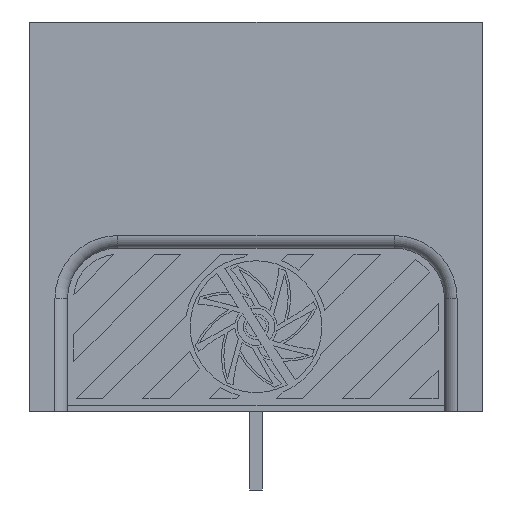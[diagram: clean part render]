
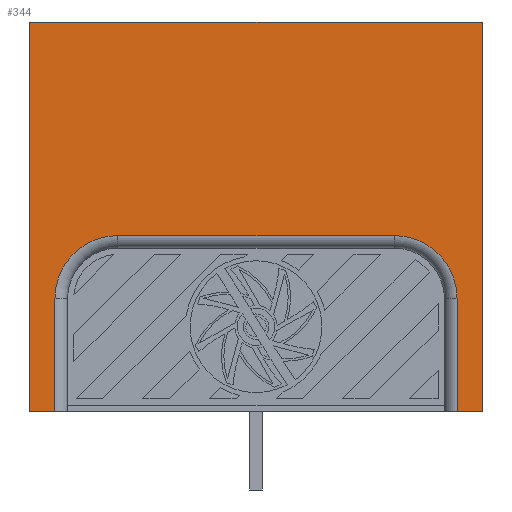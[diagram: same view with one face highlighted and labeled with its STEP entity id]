
A CAD part, left-side view. The second image highlights one B-rep face of the part: STEP entity #344.
In plain terms, the highlighted planar face has unit normal (-1, 0, 0).
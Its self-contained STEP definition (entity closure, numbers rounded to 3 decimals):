
#344 = ADVANCED_FACE( '', ( #729 ), #730, .F. );
#729 = FACE_OUTER_BOUND( '', #1157, .T. );
#730 = PLANE( '', #1158 );
#1157 = EDGE_LOOP( '', ( #2546, #2547, #2548, #2549, #2550, #2551, #2552, #2553, #2554, #2555 ) );
#1158 = AXIS2_PLACEMENT_3D( '', #2556, #2557, #2558 );
#2546 = ORIENTED_EDGE( '', *, *, #3163, .T. );
#2547 = ORIENTED_EDGE( '', *, *, #3164, .T. );
#2548 = ORIENTED_EDGE( '', *, *, #3165, .T. );
#2549 = ORIENTED_EDGE( '', *, *, #3166, .F. );
#2550 = ORIENTED_EDGE( '', *, *, #3167, .F. );
#2551 = ORIENTED_EDGE( '', *, *, #3168, .T. );
#2552 = ORIENTED_EDGE( '', *, *, #3169, .T. );
#2553 = ORIENTED_EDGE( '', *, *, #3170, .T. );
#2554 = ORIENTED_EDGE( '', *, *, #3171, .T. );
#2555 = ORIENTED_EDGE( '', *, *, #3172, .T. );
#2556 = CARTESIAN_POINT( '', ( -40., 18., 31. ) );
#2557 = DIRECTION( '', ( 1., 0., 0. ) );
#2558 = DIRECTION( '', ( 0., 1., 0. ) );
#3163 = EDGE_CURVE( '', #3910, #3911, #3912, .T. );
#3164 = EDGE_CURVE( '', #3911, #3913, #3914, .F. );
#3165 = EDGE_CURVE( '', #3913, #3915, #3916, .T. );
#3166 = EDGE_CURVE( '', #3917, #3915, #3918, .T. );
#3167 = EDGE_CURVE( '', #3919, #3917, #3920, .T. );
#3168 = EDGE_CURVE( '', #3919, #3921, #3922, .T. );
#3169 = EDGE_CURVE( '', #3921, #3923, #3924, .T. );
#3170 = EDGE_CURVE( '', #3923, #3925, #3926, .F. );
#3171 = EDGE_CURVE( '', #3925, #3927, #3928, .T. );
#3172 = EDGE_CURVE( '', #3927, #3910, #3929, .F. );
#3910 = VERTEX_POINT( '', #5002 );
#3911 = VERTEX_POINT( '', #5003 );
#3912 = CIRCLE( '', #5004, 5. );
#3913 = VERTEX_POINT( '', #5005 );
#3914 = LINE( '', #5006, #5007 );
#3915 = VERTEX_POINT( '', #5008 );
#3916 = LINE( '', #5009, #5010 );
#3917 = VERTEX_POINT( '', #5011 );
#3918 = LINE( '', #5012, #5013 );
#3919 = VERTEX_POINT( '', #5014 );
#3920 = LINE( '', #5015, #5016 );
#3921 = VERTEX_POINT( '', #5017 );
#3922 = LINE( '', #5018, #5019 );
#3923 = VERTEX_POINT( '', #5020 );
#3924 = LINE( '', #5021, #5022 );
#3925 = VERTEX_POINT( '', #5023 );
#3926 = LINE( '', #5024, #5025 );
#3927 = VERTEX_POINT( '', #5026 );
#3928 = CIRCLE( '', #5027, 5. );
#3929 = LINE( '', #5028, #5029 );
#5002 = CARTESIAN_POINT( '', ( -40., -11., 14. ) );
#5003 = CARTESIAN_POINT( '', ( -40., -16., 9. ) );
#5004 = AXIS2_PLACEMENT_3D( '', #5761, #5762, #5763 );
#5005 = CARTESIAN_POINT( '', ( -40., -16., 0. ) );
#5006 = CARTESIAN_POINT( '', ( -40., -16., 31. ) );
#5007 = VECTOR( '', #5764, 1000. );
#5008 = CARTESIAN_POINT( '', ( -40., -18., 0. ) );
#5009 = CARTESIAN_POINT( '', ( -40., 18., 0. ) );
#5010 = VECTOR( '', #5765, 1000. );
#5011 = CARTESIAN_POINT( '', ( -40., -18., 31. ) );
#5012 = CARTESIAN_POINT( '', ( -40., -18., 31. ) );
#5013 = VECTOR( '', #5766, 1000. );
#5014 = CARTESIAN_POINT( '', ( -40., 18., 31. ) );
#5015 = CARTESIAN_POINT( '', ( -40., 18., 31. ) );
#5016 = VECTOR( '', #5767, 1000. );
#5017 = CARTESIAN_POINT( '', ( -40., 18., 0. ) );
#5018 = CARTESIAN_POINT( '', ( -40., 18., 31. ) );
#5019 = VECTOR( '', #5768, 1000. );
#5020 = CARTESIAN_POINT( '', ( -40., 16., 0. ) );
#5021 = CARTESIAN_POINT( '', ( -40., 18., 0. ) );
#5022 = VECTOR( '', #5769, 1000. );
#5023 = CARTESIAN_POINT( '', ( -40., 16., 9. ) );
#5024 = CARTESIAN_POINT( '', ( -40., 16., 31. ) );
#5025 = VECTOR( '', #5770, 1000. );
#5026 = CARTESIAN_POINT( '', ( -40., 11., 14. ) );
#5027 = AXIS2_PLACEMENT_3D( '', #5771, #5772, #5773 );
#5028 = CARTESIAN_POINT( '', ( -40., 18., 14. ) );
#5029 = VECTOR( '', #5774, 1000. );
#5761 = CARTESIAN_POINT( '', ( -40., -11., 9. ) );
#5762 = DIRECTION( '', ( 1., 0., 0. ) );
#5763 = DIRECTION( '', ( 0., 1., 0. ) );
#5764 = DIRECTION( '', ( 0., 0., 1. ) );
#5765 = DIRECTION( '', ( 0., -1., 0. ) );
#5766 = DIRECTION( '', ( 0., 0., -1. ) );
#5767 = DIRECTION( '', ( 0., -1., 0. ) );
#5768 = DIRECTION( '', ( 0., 0., -1. ) );
#5769 = DIRECTION( '', ( 0., -1., 0. ) );
#5770 = DIRECTION( '', ( 0., 0., -1. ) );
#5771 = CARTESIAN_POINT( '', ( -40., 11., 9. ) );
#5772 = DIRECTION( '', ( 1., 0., 0. ) );
#5773 = DIRECTION( '', ( 0., 1., 0. ) );
#5774 = DIRECTION( '', ( 0., 1., 0. ) );
